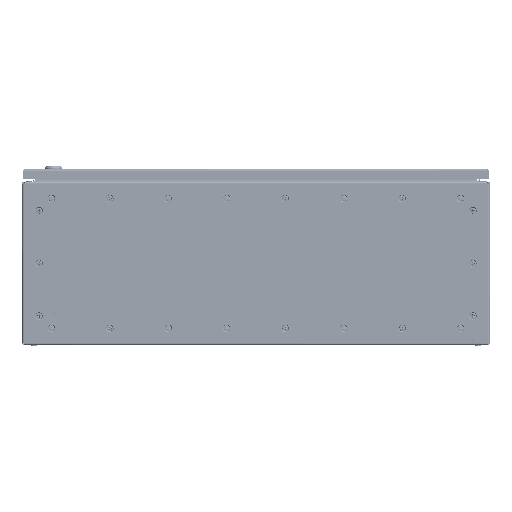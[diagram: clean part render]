
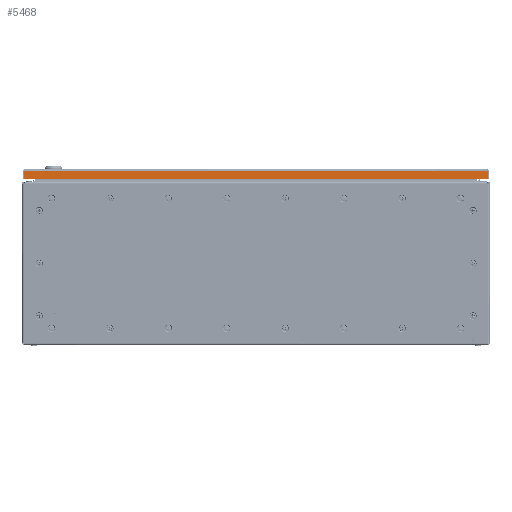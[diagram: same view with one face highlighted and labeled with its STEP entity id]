
A CAD part, front view. The second image highlights one B-rep face of the part: STEP entity #5468.
In plain terms, the highlighted planar face has unit normal (0, -1, 0).
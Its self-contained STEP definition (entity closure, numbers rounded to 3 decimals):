
#578 = EDGE_LOOP ( 'NONE', ( #103741, #4817, #50217, #117836 ) ) ;
#988 = EDGE_CURVE ( 'NONE', #111850, #117396, #89058, .T. ) ;
#4817 = ORIENTED_EDGE ( 'NONE', *, *, #25622, .F. ) ;
#5468 = ADVANCED_FACE ( 'NONE', ( #110832 ), #39021, .F. ) ;
#10407 = VERTEX_POINT ( 'NONE', #85100 ) ;
#19579 = VECTOR ( 'NONE', #53628, 1000. ) ;
#21965 = CARTESIAN_POINT ( 'NONE',  ( 396.746, -598., -16.5 ) ) ;
#25622 = EDGE_CURVE ( 'NONE', #10407, #113533, #82962, .T. ) ;
#39021 = PLANE ( 'NONE',  #89949 ) ;
#40388 = CARTESIAN_POINT ( 'NONE',  ( -396.746, -598., -16.5 ) ) ;
#50217 = ORIENTED_EDGE ( 'NONE', *, *, #122746, .T. ) ;
#50501 = DIRECTION ( 'NONE',  ( 1., 0., 0. ) ) ;
#53628 = DIRECTION ( 'NONE',  ( 0., 0., -1. ) ) ;
#57310 = DIRECTION ( 'NONE',  ( 0., 0., 1. ) ) ;
#58651 = LINE ( 'NONE', #89709, #104963 ) ;
#63556 = CARTESIAN_POINT ( 'NONE',  ( 398.5, -598., -3.4 ) ) ;
#67316 = LINE ( 'NONE', #72469, #19579 ) ;
#69714 = EDGE_CURVE ( 'NONE', #113533, #117396, #58651, .T. ) ;
#72469 = CARTESIAN_POINT ( 'NONE',  ( -396.746, -598., 0. ) ) ;
#77215 = VECTOR ( 'NONE', #50501, 1000. ) ;
#81180 = CARTESIAN_POINT ( 'NONE',  ( 396.746, -598., -3.4 ) ) ;
#82962 = LINE ( 'NONE', #63556, #102451 ) ;
#85100 = CARTESIAN_POINT ( 'NONE',  ( -396.746, -598., -3.4 ) ) ;
#89058 = LINE ( 'NONE', #95565, #77215 ) ;
#89709 = CARTESIAN_POINT ( 'NONE',  ( 396.746, -598., -1.4 ) ) ;
#89949 = AXIS2_PLACEMENT_3D ( 'NONE', #114570, #105819, #57310 ) ;
#95565 = CARTESIAN_POINT ( 'NONE',  ( 0., -598., -16.5 ) ) ;
#102451 = VECTOR ( 'NONE', #112841, 1000. ) ;
#103741 = ORIENTED_EDGE ( 'NONE', *, *, #69714, .F. ) ;
#104963 = VECTOR ( 'NONE', #108953, 1000. ) ;
#105819 = DIRECTION ( 'NONE',  ( 0., 1., 0. ) ) ;
#108953 = DIRECTION ( 'NONE',  ( 0., 0., -1. ) ) ;
#110832 = FACE_OUTER_BOUND ( 'NONE', #578, .T. ) ;
#111850 = VERTEX_POINT ( 'NONE', #40388 ) ;
#112841 = DIRECTION ( 'NONE',  ( 1., 0., 0. ) ) ;
#113533 = VERTEX_POINT ( 'NONE', #81180 ) ;
#114570 = CARTESIAN_POINT ( 'NONE',  ( 0., -598., 0. ) ) ;
#117396 = VERTEX_POINT ( 'NONE', #21965 ) ;
#117836 = ORIENTED_EDGE ( 'NONE', *, *, #988, .T. ) ;
#122746 = EDGE_CURVE ( 'NONE', #10407, #111850, #67316, .T. ) ;
